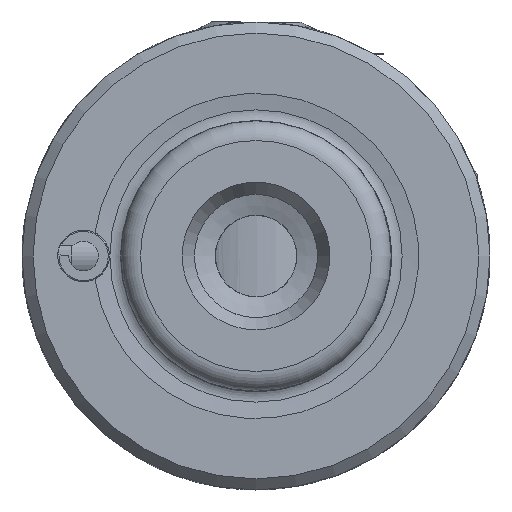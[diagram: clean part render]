
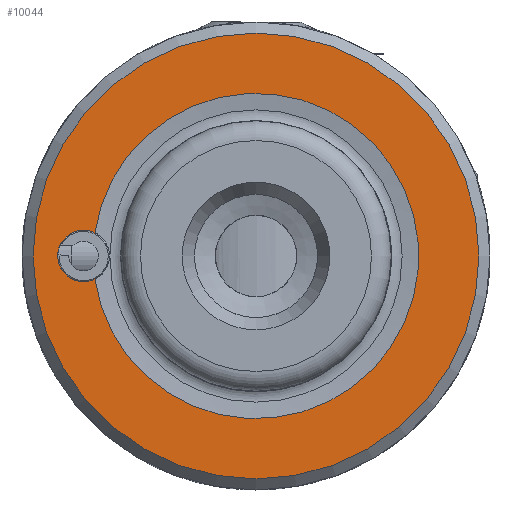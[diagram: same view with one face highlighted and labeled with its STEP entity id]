
A CAD part, left-side view. The second image highlights one B-rep face of the part: STEP entity #10044.
In plain terms, the highlighted planar face has unit normal (-1, 0, 0).
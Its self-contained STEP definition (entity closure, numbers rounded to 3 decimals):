
#339=PLANE('',#10957);
#798=FACE_BOUND('',#1563,.T.);
#968=FACE_OUTER_BOUND('',#1562,.T.);
#1562=EDGE_LOOP('',(#7267));
#1563=EDGE_LOOP('',(#7268,#7269,#7270));
#3959=CIRCLE('',#10811,6.603);
#4023=CIRCLE('',#10958,9.05);
#4024=CIRCLE('',#10959,1.05);
#4025=CIRCLE('',#10960,1.05);
#4295=VERTEX_POINT('',#14590);
#4296=VERTEX_POINT('',#14601);
#4442=VERTEX_POINT('',#15675);
#4443=VERTEX_POINT('',#15677);
#5308=EDGE_CURVE('',#4295,#4296,#3959,.T.);
#5526=EDGE_CURVE('',#4442,#4442,#4023,.T.);
#5527=EDGE_CURVE('',#4296,#4443,#4024,.T.);
#5528=EDGE_CURVE('',#4443,#4295,#4025,.T.);
#7267=ORIENTED_EDGE('',*,*,#5526,.T.);
#7268=ORIENTED_EDGE('',*,*,#5527,.F.);
#7269=ORIENTED_EDGE('',*,*,#5308,.F.);
#7270=ORIENTED_EDGE('',*,*,#5528,.F.);
#10044=ADVANCED_FACE('',(#968,#798),#339,.F.);
#10811=AXIS2_PLACEMENT_3D('',#14602,#11789,#11790);
#10957=AXIS2_PLACEMENT_3D('',#15674,#12184,#12185);
#10958=AXIS2_PLACEMENT_3D('',#15676,#12186,#12187);
#10959=AXIS2_PLACEMENT_3D('',#15678,#12188,#12189);
#10960=AXIS2_PLACEMENT_3D('',#15679,#12190,#12191);
#11789=DIRECTION('center_axis',(-1.,0.,0.));
#11790=DIRECTION('ref_axis',(0.,-1.,0.));
#12184=DIRECTION('center_axis',(1.,0.,0.));
#12185=DIRECTION('ref_axis',(0.,1.,0.));
#12186=DIRECTION('center_axis',(-1.,0.,0.));
#12187=DIRECTION('ref_axis',(0.,-1.,0.));
#12188=DIRECTION('center_axis',(-1.,0.,0.));
#12189=DIRECTION('ref_axis',(0.,1.,0.));
#12190=DIRECTION('center_axis',(-1.,0.,0.));
#12191=DIRECTION('ref_axis',(0.,1.,0.));
#14590=CARTESIAN_POINT('',(-30.5,6.536,-0.942));
#14601=CARTESIAN_POINT('',(-30.5,6.536,0.942));
#14602=CARTESIAN_POINT('Origin',(-30.5,0.,0.));
#15674=CARTESIAN_POINT('Origin',(-30.5,6.603,0.));
#15675=CARTESIAN_POINT('',(-30.5,-9.05,0.));
#15676=CARTESIAN_POINT('Origin',(-30.5,0.,0.));
#15677=CARTESIAN_POINT('',(-30.5,7.,-1.05));
#15678=CARTESIAN_POINT('Origin',(-30.5,7.,0.));
#15679=CARTESIAN_POINT('Origin',(-30.5,7.,0.));
